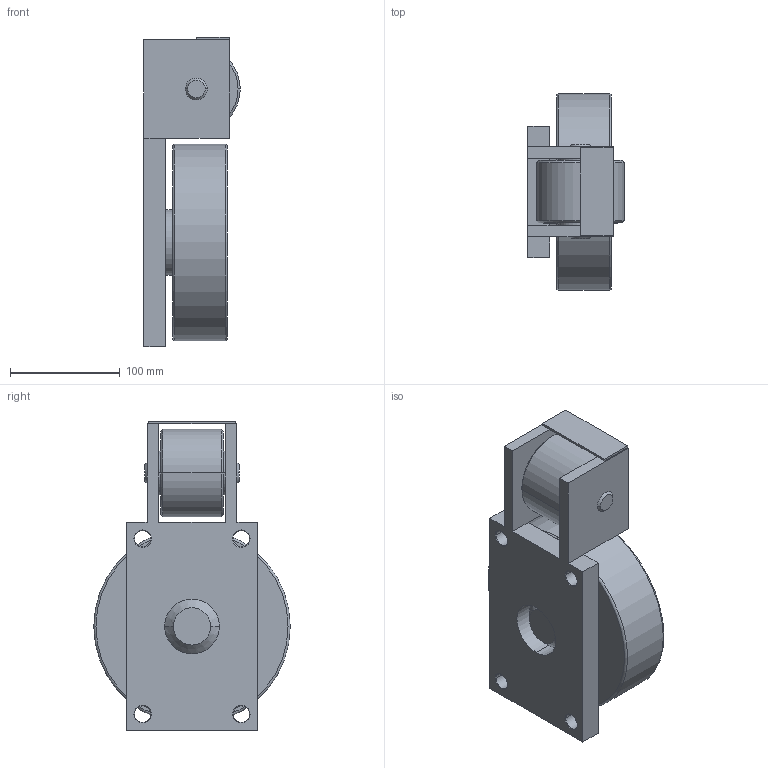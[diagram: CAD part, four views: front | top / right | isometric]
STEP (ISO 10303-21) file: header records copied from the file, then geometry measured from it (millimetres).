
FILE_DESCRIPTION(('STEP AP214'),'1');
FILE_NAME('pa_1792_ap.stp','2021-05-27T05:09:49',('TraceParts'),('TraceParts S.A.'),'Spatial InterOp 3D',' ',' ');
FILE_SCHEMA(('AUTOMOTIVE_DESIGN { 1 0 10303 214 1 1 1 1 }'));
Length unit declared in the file: millimetre
Products named in the file (1): pa_1792_ap
Bounding box: 88 x 179.2 x 282 mm (x, y, z)
Volume: 2143497.2 mm3; surface area: 194142.4 mm2
Topology: 1 solids, 1 shells, 71 faces, 174 edges, 110 vertices
Faces by surface type: plane 29, cylinder 20, cone 18, torus 4
Entity records: 2139 total; most frequent: DIRECTION 394, CARTESIAN_POINT 356, ORIENTED_EDGE 348, EDGE_CURVE 174, AXIS2_PLACEMENT_3D 148, VERTEX_POINT 110, LINE 98, VECTOR 98
